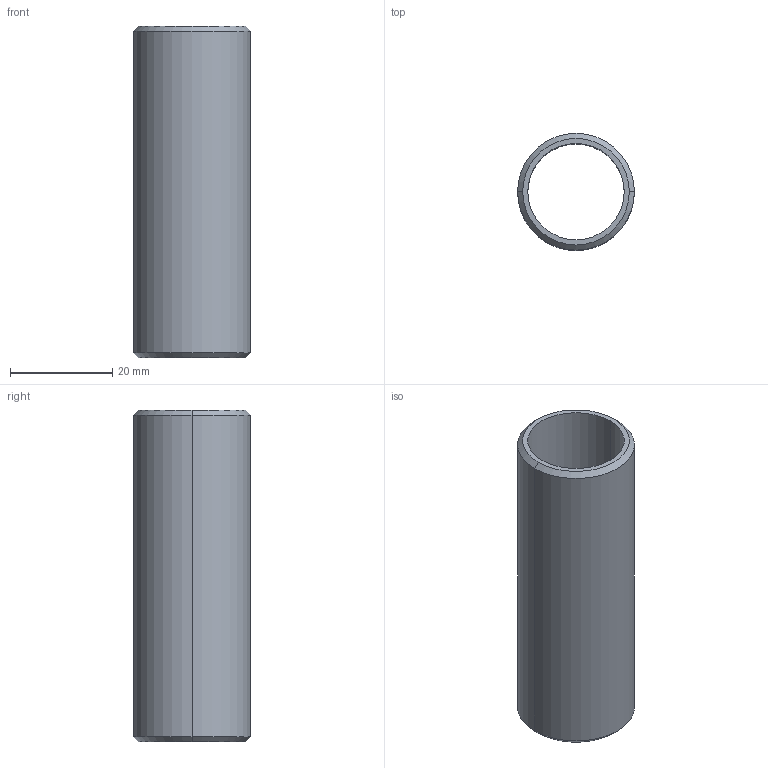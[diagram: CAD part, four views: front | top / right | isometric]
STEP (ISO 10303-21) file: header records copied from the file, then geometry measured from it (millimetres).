
FILE_DESCRIPTION (( 'STEP AP203' ), '1' );
FILE_NAME ('50095-240.step', '2019-07-10T10:00:52', ( '' ), ( '' ), 'SwSTEP 2.0', 'SolidWorks 2015', '' );
FILE_SCHEMA (( 'CONFIG_CONTROL_DESIGN' ));
Length unit declared in the file: millimetre
Products named in the file (1): 50095-240
Bounding box: 22.9 x 22.9 x 65 mm (x, y, z)
Volume: 8465.3 mm3; surface area: 8721.3 mm2
Topology: 1 solids, 1 shells, 248 faces, 681 edges, 444 vertices
Faces by surface type: bspline 106, plane 94, cylinder 44, cone 4
Entity records: 12481 total; most frequent: CARTESIAN_POINT 6907, ORIENTED_EDGE 1362, DIRECTION 787, EDGE_CURVE 681, VERTEX_POINT 444, VECTOR 317, LINE 317, EDGE_LOOP 259
